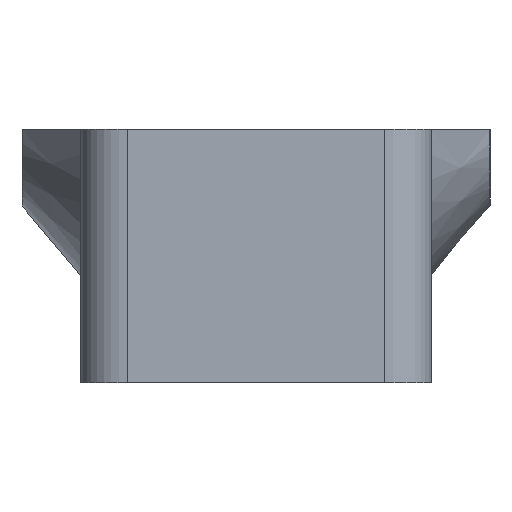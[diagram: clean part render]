
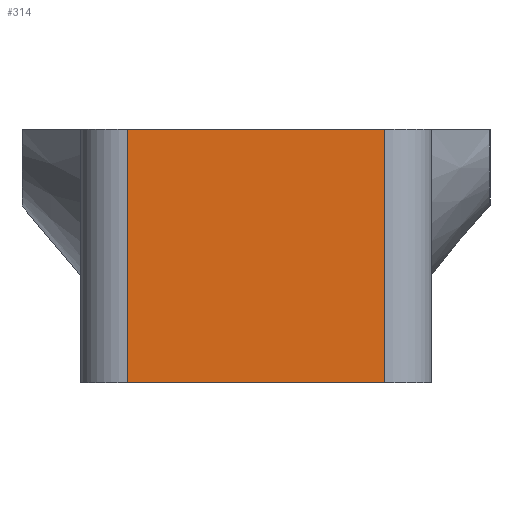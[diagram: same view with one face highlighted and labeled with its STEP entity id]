
A CAD part, left-side view. The second image highlights one B-rep face of the part: STEP entity #314.
In plain terms, the highlighted planar face has unit normal (-1, 0, 0).
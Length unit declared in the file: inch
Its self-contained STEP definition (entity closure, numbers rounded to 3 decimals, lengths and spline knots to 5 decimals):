
#153 = VERTEX_POINT ( 'NONE', #561 ) ;
#218 = VECTOR ( 'NONE', #827, 39.37008 ) ;
#304 = DIRECTION ( 'NONE',  ( 0., 1., 0. ) ) ;
#310 = VECTOR ( 'NONE', #431, 39.37008 ) ;
#314 = ADVANCED_FACE ( 'NONE', ( #1192 ), #333, .T. ) ;
#333 = PLANE ( 'NONE',  #1452 ) ;
#340 = LINE ( 'NONE', #469, #310 ) ;
#341 = VECTOR ( 'NONE', #304, 39.37008 ) ;
#352 = CARTESIAN_POINT ( 'NONE',  ( -0.3, 0., 0. ) ) ;
#390 = DIRECTION ( 'NONE',  ( -1., 0., 0. ) ) ;
#393 = DIRECTION ( 'NONE',  ( 0., -1., 0. ) ) ;
#431 = DIRECTION ( 'NONE',  ( 0., -1., 0. ) ) ;
#469 = CARTESIAN_POINT ( 'NONE',  ( -0.3, 0., 0.33275 ) ) ;
#487 = ORIENTED_EDGE ( 'NONE', *, *, #1334, .F. ) ;
#522 = EDGE_LOOP ( 'NONE', ( #1589, #1601, #487, #1098 ) ) ;
#560 = LINE ( 'NONE', #1023, #577 ) ;
#561 = CARTESIAN_POINT ( 'NONE',  ( -0.3, -0.08, 0.33275 ) ) ;
#577 = VECTOR ( 'NONE', #1037, 39.37008 ) ;
#579 = CARTESIAN_POINT ( 'NONE',  ( -0.3, -0.52, -0.1 ) ) ;
#711 = CARTESIAN_POINT ( 'NONE',  ( -0.3, -0.52, -0.1 ) ) ;
#723 = EDGE_CURVE ( 'NONE', #153, #859, #1424, .T. ) ;
#753 = LINE ( 'NONE', #579, #341 ) ;
#827 = DIRECTION ( 'NONE',  ( 0., 0., -1. ) ) ;
#840 = CARTESIAN_POINT ( 'NONE',  ( -0.3, -0.08, 0. ) ) ;
#859 = VERTEX_POINT ( 'NONE', #1004 ) ;
#916 = EDGE_CURVE ( 'NONE', #1508, #1241, #560, .T. ) ;
#1004 = CARTESIAN_POINT ( 'NONE',  ( -0.3, -0.08, -0.1 ) ) ;
#1023 = CARTESIAN_POINT ( 'NONE',  ( -0.3, -0.52, 0.5 ) ) ;
#1037 = DIRECTION ( 'NONE',  ( 0., 0., 1. ) ) ;
#1098 = ORIENTED_EDGE ( 'NONE', *, *, #916, .T. ) ;
#1192 = FACE_OUTER_BOUND ( 'NONE', #522, .T. ) ;
#1241 = VERTEX_POINT ( 'NONE', #1533 ) ;
#1334 = EDGE_CURVE ( 'NONE', #1508, #859, #753, .T. ) ;
#1340 = EDGE_CURVE ( 'NONE', #153, #1241, #340, .T. ) ;
#1424 = LINE ( 'NONE', #840, #218 ) ;
#1452 = AXIS2_PLACEMENT_3D ( 'NONE', #352, #390, #393 ) ;
#1508 = VERTEX_POINT ( 'NONE', #711 ) ;
#1533 = CARTESIAN_POINT ( 'NONE',  ( -0.3, -0.52, 0.33275 ) ) ;
#1589 = ORIENTED_EDGE ( 'NONE', *, *, #1340, .F. ) ;
#1601 = ORIENTED_EDGE ( 'NONE', *, *, #723, .T. ) ;
